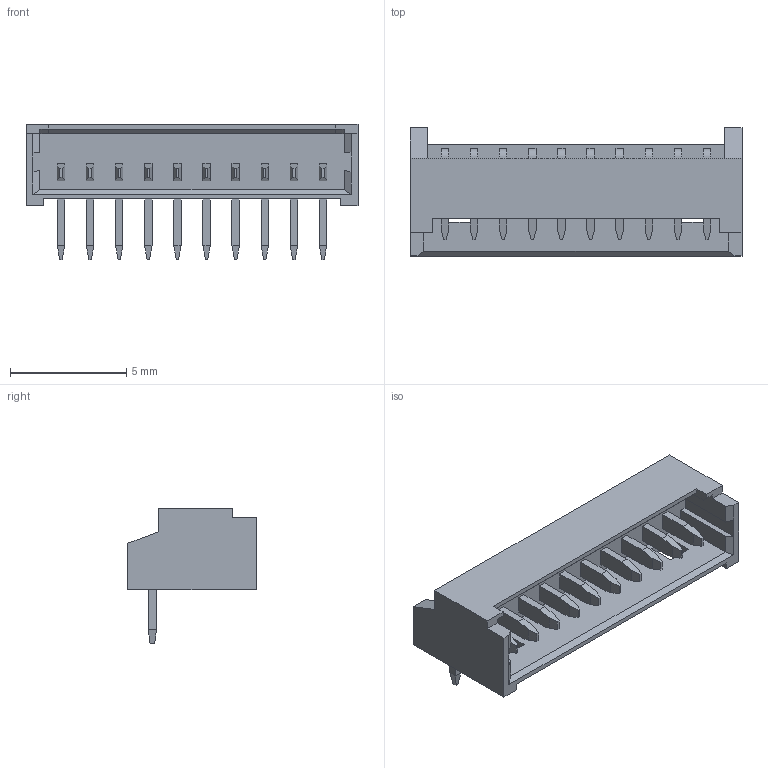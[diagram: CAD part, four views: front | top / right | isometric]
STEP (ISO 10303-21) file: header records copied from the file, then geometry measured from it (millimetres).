
FILE_DESCRIPTION(/* description */ (''),/* implementation_level */ '2;1');
FILE_NAME(/* name */ '530481010wbm000_01_214.stp',/* time_stamp */ '2021-10-22T20:50:11+05:00',/* author */ (''),/* organization */ (''),/* preprocessor_version */ 'ST-DEVELOPER v16.7',/* originating_system */ 'SIEMENS PLM Software NX 1919',/* authorisation */ '');
FILE_SCHEMA (('AUTOMOTIVE_DESIGN { 1 0 10303 214 3 1 1 1 }'));
Length unit declared in the file: millimetre
Products named in the file (1): 530481010wbm000_01
Bounding box: 14.25 x 5.5 x 5.8 mm (x, y, z)
Volume: 108.8 mm3; surface area: 397.7 mm2
Topology: 1 solids, 1 shells, 262 faces, 674 edges, 434 vertices
Faces by surface type: plane 252, cylinder 10
Entity records: 7782 total; most frequent: CARTESIAN_POINT 1371, ORIENTED_EDGE 1348, DIRECTION 1220, EDGE_CURVE 674, LINE 654, VECTOR 654, VERTEX_POINT 434, EDGE_LOOP 286
